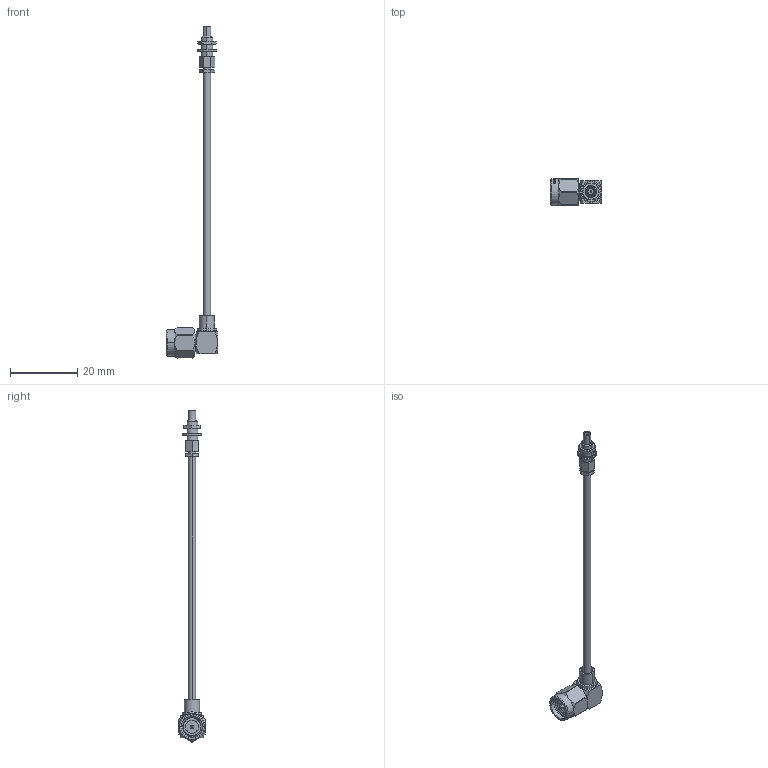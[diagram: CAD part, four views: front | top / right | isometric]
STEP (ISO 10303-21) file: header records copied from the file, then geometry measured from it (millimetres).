
FILE_DESCRIPTION (( 'STEP AP214' ), '1' );
FILE_NAME ('PE3C4447.step', '2020-04-20T16:12:13', ( '' ), ( '' ), 'SwSTEP 2.0', 'SolidWorks 2018', '' );
FILE_SCHEMA (( 'AUTOMOTIVE_DESIGN' ));
Length unit declared in the file: inch
Products named in the file (7): PE45370-MA4; PE45370___; PE-SR405FL_3''''PE-SR405FL; PE45370-MA1___; PE44692; PE45370-MA5___; PE3C4447
Assembly tree (6 placements, depth 3):
  PE3C4447
    PE-SR405FL_3''''PE-SR405FL
    PE45370___
      PE45370-MA1___
      PE45370-MA5___
      PE45370-MA4
    PE44692
Bounding box: 15.24 x 7.94 x 99.01 mm (x, y, z)
Volume: 1072.6 mm3; surface area: 1718.6 mm2
Topology: 7 solids, 7 shells, 583 faces, 1552 edges, 1008 vertices
Faces by surface type: plane 316, bspline 125, cylinder 81, cone 55, torus 4, sphere 2
Entity records: 26478 total; most frequent: CARTESIAN_POINT 10602, ORIENTED_EDGE 3092, DIRECTION 2187, EDGE_CURVE 1546, VERTEX_POINT 1006, LINE 799, VECTOR 799, AXIS2_PLACEMENT_3D 694
